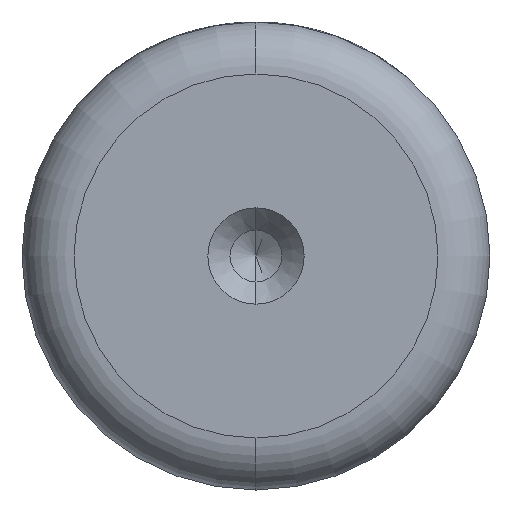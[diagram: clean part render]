
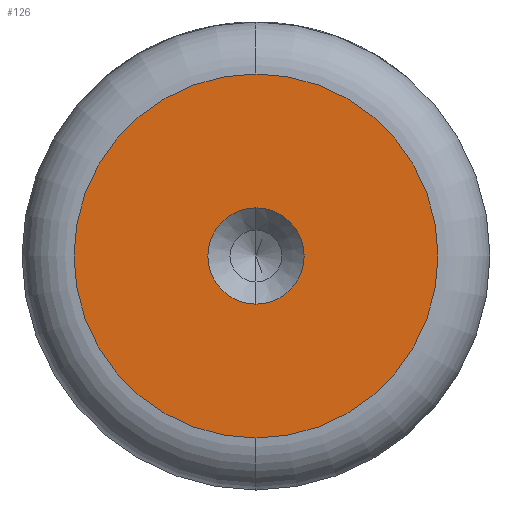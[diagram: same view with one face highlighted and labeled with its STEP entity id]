
A CAD part, left-side view. The second image highlights one B-rep face of the part: STEP entity #126.
In plain terms, the highlighted planar face has unit normal (-1, 0, 0).
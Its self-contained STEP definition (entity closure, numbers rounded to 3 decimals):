
#28 = ORIENTED_EDGE ( 'NONE', *, *, #715, .F. ) ;
#93 = CARTESIAN_POINT ( 'NONE',  ( 0., 0., 0. ) ) ;
#118 = FACE_BOUND ( 'NONE', #209, .T. ) ;
#119 = CARTESIAN_POINT ( 'NONE',  ( 0., 0., 0. ) ) ;
#126 = ADVANCED_FACE ( 'NONE', ( #118, #181 ), #876, .T. ) ;
#181 = FACE_OUTER_BOUND ( 'NONE', #556, .T. ) ;
#206 = DIRECTION ( 'NONE',  ( 0., 0., 1. ) ) ;
#209 = EDGE_LOOP ( 'NONE', ( #881, #28 ) ) ;
#235 = DIRECTION ( 'NONE',  ( -1., 0., 0. ) ) ;
#250 = CARTESIAN_POINT ( 'NONE',  ( 0., 0., -1.85 ) ) ;
#287 = VERTEX_POINT ( 'NONE', #687 ) ;
#297 = CIRCLE ( 'NONE', #1253, 1.85 ) ;
#300 = AXIS2_PLACEMENT_3D ( 'NONE', #1168, #551, #1257 ) ;
#379 = VERTEX_POINT ( 'NONE', #911 ) ;
#493 = EDGE_CURVE ( 'NONE', #379, #1303, #297, .T. ) ;
#504 = CARTESIAN_POINT ( 'NONE',  ( 0., 0., 0. ) ) ;
#524 = ORIENTED_EDGE ( 'NONE', *, *, #766, .T. ) ;
#549 = DIRECTION ( 'NONE',  ( -1., 0., 0. ) ) ;
#551 = DIRECTION ( 'NONE',  ( -1., 0., 0. ) ) ;
#556 = EDGE_LOOP ( 'NONE', ( #729, #524 ) ) ;
#562 = CIRCLE ( 'NONE', #858, 1.85 ) ;
#571 = CARTESIAN_POINT ( 'NONE',  ( 0., 0., 7. ) ) ;
#580 = AXIS2_PLACEMENT_3D ( 'NONE', #1165, #549, #1256 ) ;
#612 = DIRECTION ( 'NONE',  ( 0., 0., 1. ) ) ;
#687 = CARTESIAN_POINT ( 'NONE',  ( 0., 0., -7. ) ) ;
#715 = EDGE_CURVE ( 'NONE', #1303, #379, #562, .T. ) ;
#729 = ORIENTED_EDGE ( 'NONE', *, *, #1171, .T. ) ;
#766 = EDGE_CURVE ( 'NONE', #287, #839, #1015, .T. ) ;
#788 = AXIS2_PLACEMENT_3D ( 'NONE', #119, #235, #979 ) ;
#839 = VERTEX_POINT ( 'NONE', #571 ) ;
#854 = DIRECTION ( 'NONE',  ( -1., 0., 0. ) ) ;
#858 = AXIS2_PLACEMENT_3D ( 'NONE', #93, #854, #206 ) ;
#876 = PLANE ( 'NONE',  #788 ) ;
#881 = ORIENTED_EDGE ( 'NONE', *, *, #493, .F. ) ;
#902 = CIRCLE ( 'NONE', #300, 7. ) ;
#911 = CARTESIAN_POINT ( 'NONE',  ( 0., 0., 1.85 ) ) ;
#979 = DIRECTION ( 'NONE',  ( 0., 0., 1. ) ) ;
#1015 = CIRCLE ( 'NONE', #580, 7. ) ;
#1165 = CARTESIAN_POINT ( 'NONE',  ( 0., 0., 0. ) ) ;
#1168 = CARTESIAN_POINT ( 'NONE',  ( 0., 0., 0. ) ) ;
#1171 = EDGE_CURVE ( 'NONE', #839, #287, #902, .T. ) ;
#1219 = DIRECTION ( 'NONE',  ( -1., 0., 0. ) ) ;
#1253 = AXIS2_PLACEMENT_3D ( 'NONE', #504, #1219, #612 ) ;
#1256 = DIRECTION ( 'NONE',  ( 0., 0., 1. ) ) ;
#1257 = DIRECTION ( 'NONE',  ( 0., 0., 1. ) ) ;
#1303 = VERTEX_POINT ( 'NONE', #250 ) ;
